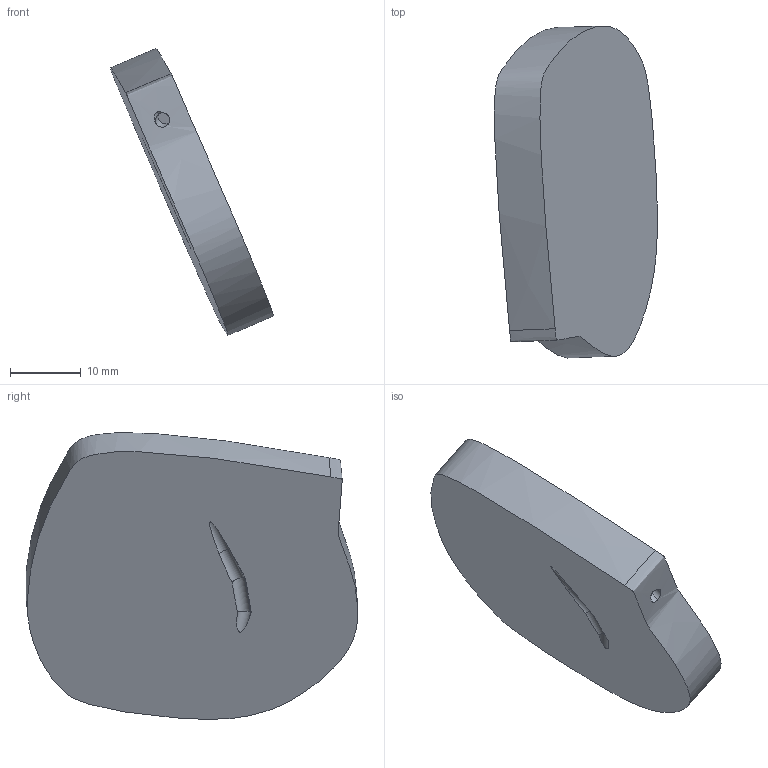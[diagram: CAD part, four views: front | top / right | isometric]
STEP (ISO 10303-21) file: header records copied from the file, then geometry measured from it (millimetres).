
FILE_DESCRIPTION(('STEP AP214'),'1');
FILE_NAME('Endocardial_05_IPG.step','2024-02-05T21:26:47',(' '),('ANSOFT Corporation'),'Spatial InterOp 3D',' ',' ');
FILE_SCHEMA(('AUTOMOTIVE_DESIGN { 1 0 10303 214 1 1 1 1 }'));
Length unit declared in the file: millimetre
Products named in the file (1): IPG
Bounding box: 23.07 x 46.91 x 40.53 mm (x, y, z)
Volume: 11298.7 mm3; surface area: 4292.4 mm2
Topology: 1 solids, 1 shells, 17 faces, 38 edges, 25 vertices
Faces by surface type: cylinder 12, plane 3, bspline 2
Entity records: 1160 total; most frequent: CARTESIAN_POINT 754, DIRECTION 83, ORIENTED_EDGE 76, AXIS2_PLACEMENT_3D 38, EDGE_CURVE 38, VERTEX_POINT 25, EDGE_LOOP 19, ELLIPSE 19
